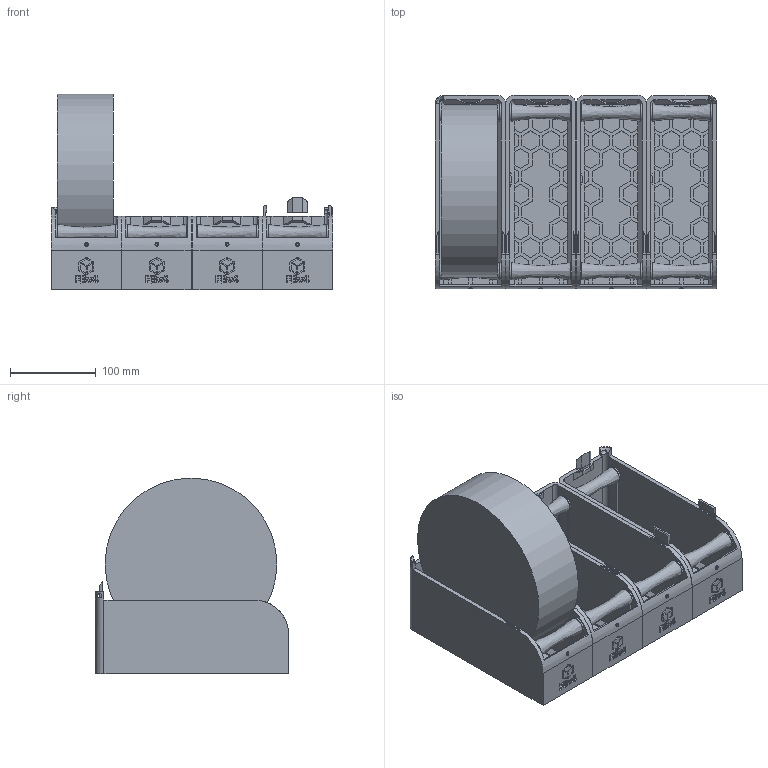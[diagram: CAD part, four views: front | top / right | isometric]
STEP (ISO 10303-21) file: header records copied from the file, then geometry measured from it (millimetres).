
FILE_DESCRIPTION(/* description */ ('STEP AP242','CAx-IF Rec.Pracs.---Representation and Presentation of Product Manufacturing Information (PMI)---4.0---2014-10-13','CAx-IF Rec.Pracs.---3D Tessellated Geometry---0.4---2014-09-14','2;1'),/* implementation_level */ '2;1');
FILE_NAME(/* name */ '6897986e3916dc500c90ce87',/* time_stamp */ '2025-08-09T18:50:24Z',/* author */ (''),/* organization */ (''),/* preprocessor_version */ 'ST-DEVELOPER v20',/* originating_system */ 'ONSHAPE BY PTC INC, 1.202',/* authorisation */ ' ');
FILE_SCHEMA (('AP242_MANAGED_MODEL_BASED_3D_ENGINEERING_MIM_LF { 1 0 10303 442 1 1 4 }'));
Length unit declared in the file: metre
Products named in the file (10): Assembly 1; Ball Bearing 16 - 5; FILABOX - Roller; FILABOX - Base; FILABOX - Base - No Hole; Part 1; FILABOX - Base - No Click; Part 2; Spool esun 1kg; Part 3
Assembly tree (32 placements, depth 2):
  Assembly 1
    Ball Bearing 16 - 5  x16
    FILABOX - Roller  x8
    FILABOX - Base  x2
    FILABOX - Base - No Hole
    Part 1
    FILABOX - Base - No Click
    Part 2
    Spool esun 1kg
    Part 3
Bounding box: 327.71 x 225 x 227.97 mm (x, y, z)
Volume: 3410158.2 mm3; surface area: 711456.4 mm2
Topology: 32 solids, 32 shells, 2598 faces, 6925 edges, 4540 vertices
Faces by surface type: plane 2405, cylinder 163, cone 14, bspline 12, torus 4
Full cylindrical faces by diameter (mm): 2.3 x4, 5 x26, 7.818 x32, 12.747 x32, 16 x32, 200 x1
Entity records: 56364 total; most frequent: CARTESIAN_POINT 10298, ORIENTED_EDGE 9812, DIRECTION 8675, EDGE_CURVE 4906, LINE 4773, VECTOR 4773, VERTEX_POINT 3231, AXIS2_PLACEMENT_3D 1951
